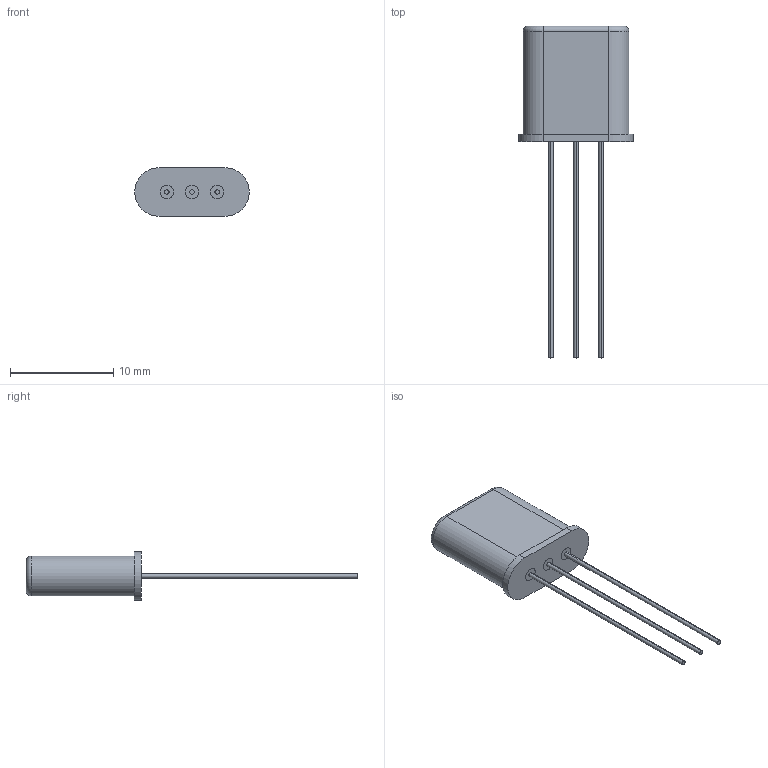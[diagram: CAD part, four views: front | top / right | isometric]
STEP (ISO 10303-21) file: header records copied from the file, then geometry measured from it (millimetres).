
FILE_DESCRIPTION (( 'STEP AP214' ), '1' );
FILE_NAME ('ECS-10.7-15A.STEP', '2020-05-21T22:06:45', ( '' ), ( '' ), 'SwSTEP 2.0', 'SolidWorks 2017', '' );
FILE_SCHEMA (( 'AUTOMOTIVE_DESIGN' ));
Length unit declared in the file: millimetre
Products named in the file (1): ECS-10.7-15A
Bounding box: 11.1 x 32.2 x 4.7 mm (x, y, z)
Volume: 422 mm3; surface area: 466.4 mm2
Topology: 7 solids, 7 shells, 48 faces, 86 edges, 56 vertices
Faces by surface type: cylinder 24, plane 22, torus 2
Entity records: 1276 total; most frequent: DIRECTION 234, CARTESIAN_POINT 191, ORIENTED_EDGE 172, AXIS2_PLACEMENT_3D 99, EDGE_CURVE 86, VERTEX_POINT 56, EDGE_LOOP 52, CIRCLE 50
